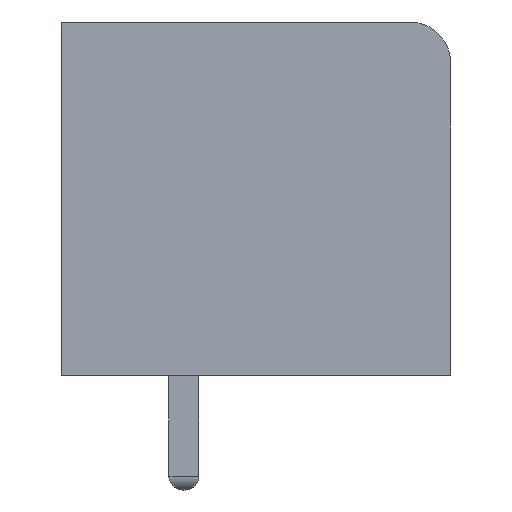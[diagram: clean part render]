
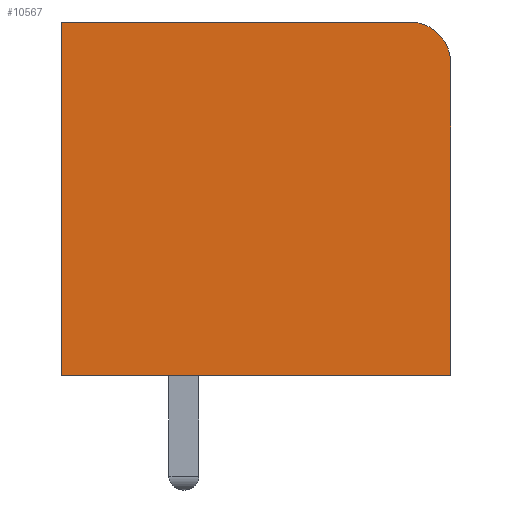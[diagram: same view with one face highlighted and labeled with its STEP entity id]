
A CAD part, left-side view. The second image highlights one B-rep face of the part: STEP entity #10567.
In plain terms, the highlighted planar face has unit normal (-1, 0, 0).
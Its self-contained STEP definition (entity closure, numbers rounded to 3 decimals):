
#113=CIRCLE('',#10875,1.5);
#1631=FACE_OUTER_BOUND('',#2225,.T.);
#2225=EDGE_LOOP('',(#9504,#9505,#9506,#9507,#9508));
#2810=LINE('',#17371,#3712);
#3036=LINE('',#20504,#3938);
#3075=LINE('',#20595,#3977);
#3078=LINE('',#20606,#3980);
#3712=VECTOR('',#11755,10.);
#3938=VECTOR('',#12079,10.);
#3977=VECTOR('',#12170,10.);
#3980=VECTOR('',#12189,10.);
#4691=VERTEX_POINT('',#17368);
#4692=VERTEX_POINT('',#17370);
#5010=VERTEX_POINT('',#20503);
#5035=VERTEX_POINT('',#20592);
#5036=VERTEX_POINT('',#20594);
#6018=EDGE_CURVE('',#4692,#4691,#2810,.T.);
#6499=EDGE_CURVE('',#4692,#5010,#3036,.T.);
#6546=EDGE_CURVE('',#5035,#5036,#3075,.T.);
#6549=EDGE_CURVE('',#5036,#4691,#113,.T.);
#6550=EDGE_CURVE('',#5010,#5035,#3078,.T.);
#9504=ORIENTED_EDGE('',*,*,#6549,.F.);
#9505=ORIENTED_EDGE('',*,*,#6546,.F.);
#9506=ORIENTED_EDGE('',*,*,#6550,.F.);
#9507=ORIENTED_EDGE('',*,*,#6499,.F.);
#9508=ORIENTED_EDGE('',*,*,#6018,.T.);
#10028=PLANE('',#10880);
#10567=ADVANCED_FACE('',(#1631),#10028,.T.);
#10875=AXIS2_PLACEMENT_3D('',#20600,#12177,#12178);
#10880=AXIS2_PLACEMENT_3D('',#20605,#12187,#12188);
#11755=DIRECTION('',(0.,0.,1.));
#12079=DIRECTION('',(0.,1.,0.));
#12170=DIRECTION('',(0.,-1.,0.));
#12177=DIRECTION('center_axis',(1.,0.,0.));
#12178=DIRECTION('ref_axis',(0.,-0.707,0.707));
#12187=DIRECTION('center_axis',(-1.,0.,0.));
#12188=DIRECTION('ref_axis',(0.,-1.,0.));
#12189=DIRECTION('',(0.,0.,1.));
#17368=CARTESIAN_POINT('',(-13.3,-7.15,11.5));
#17370=CARTESIAN_POINT('',(-13.3,-7.15,0.));
#17371=CARTESIAN_POINT('',(-13.3,-7.15,0.));
#20503=CARTESIAN_POINT('',(-13.3,7.15,0.));
#20504=CARTESIAN_POINT('',(-13.3,-7.15,0.));
#20592=CARTESIAN_POINT('',(-13.3,7.15,13.));
#20594=CARTESIAN_POINT('',(-13.3,-5.65,13.));
#20595=CARTESIAN_POINT('',(-13.3,-7.15,13.));
#20600=CARTESIAN_POINT('Origin',(-13.3,-5.65,11.5));
#20605=CARTESIAN_POINT('Origin',(-13.3,7.15,0.));
#20606=CARTESIAN_POINT('',(-13.3,7.15,0.));
